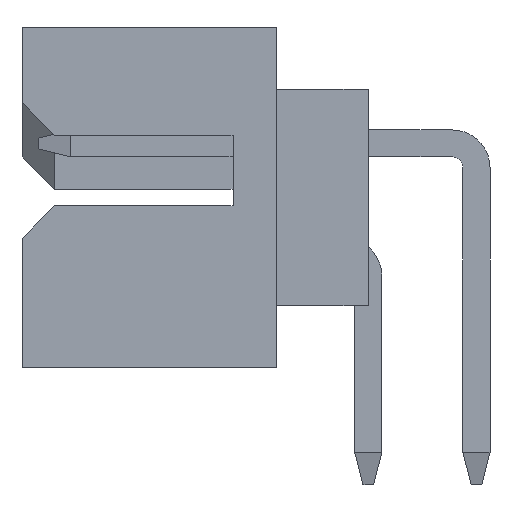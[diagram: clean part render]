
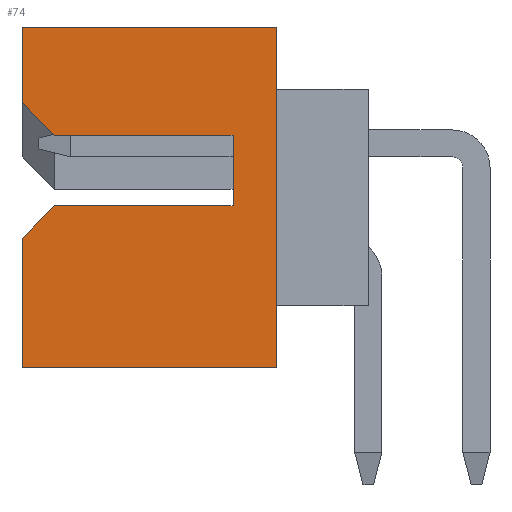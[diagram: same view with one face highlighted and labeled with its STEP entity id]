
A CAD part, left-side view. The second image highlights one B-rep face of the part: STEP entity #74.
In plain terms, the highlighted planar face has unit normal (-1, 0, 0).
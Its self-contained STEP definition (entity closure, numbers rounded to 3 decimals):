
#74=ADVANCED_FACE('',(#427),#428,.T.);
#427=FACE_OUTER_BOUND('',#1125,.T.);
#428=PLANE('',#1126);
#1125=EDGE_LOOP('',(#1828,#1829,#1830,#1831,#1832,#1833,#1834,#1835,#1836,#1837));
#1126=AXIS2_PLACEMENT_3D('',#1838,#1839,#1840);
#1828=ORIENTED_EDGE('',*,*,#4540,.F.);
#1829=ORIENTED_EDGE('',*,*,#4539,.T.);
#1830=ORIENTED_EDGE('',*,*,#4541,.T.);
#1831=ORIENTED_EDGE('',*,*,#4542,.F.);
#1832=ORIENTED_EDGE('',*,*,#4543,.F.);
#1833=ORIENTED_EDGE('',*,*,#4544,.T.);
#1834=ORIENTED_EDGE('',*,*,#4545,.T.);
#1835=ORIENTED_EDGE('',*,*,#4546,.T.);
#1836=ORIENTED_EDGE('',*,*,#4547,.F.);
#1837=ORIENTED_EDGE('',*,*,#4548,.T.);
#1838=CARTESIAN_POINT('',(-6.325,3.2,-3.15));
#1839=DIRECTION('',(-1.0,0.0,0.0));
#1840=DIRECTION('',(0.0,0.0,1.0));
#4539=EDGE_CURVE('',#5448,#5452,#5454,.T.);
#4540=EDGE_CURVE('',#5448,#5455,#5456,.T.);
#4541=EDGE_CURVE('',#5452,#5457,#5458,.T.);
#4542=EDGE_CURVE('',#5459,#5457,#5460,.T.);
#4543=EDGE_CURVE('',#5461,#5459,#5462,.T.);
#4544=EDGE_CURVE('',#5461,#5463,#5464,.T.);
#4545=EDGE_CURVE('',#5463,#5465,#5466,.T.);
#4546=EDGE_CURVE('',#5465,#5467,#5468,.T.);
#4547=EDGE_CURVE('',#5469,#5467,#5470,.T.);
#4548=EDGE_CURVE('',#5469,#5455,#5471,.T.);
#5448=VERTEX_POINT('',#6837);
#5452=VERTEX_POINT('',#6843);
#5454=LINE('',#6846,#6847);
#5455=VERTEX_POINT('',#6848);
#5456=LINE('',#6849,#6850);
#5457=VERTEX_POINT('',#6851);
#5458=LINE('',#6852,#6853);
#5459=VERTEX_POINT('',#6854);
#5460=LINE('',#6855,#6856);
#5461=VERTEX_POINT('',#6857);
#5462=LINE('',#6858,#6859);
#5463=VERTEX_POINT('',#6860);
#5464=LINE('',#6861,#6862);
#5465=VERTEX_POINT('',#6863);
#5466=LINE('',#6864,#6865);
#5467=VERTEX_POINT('',#6866);
#5468=LINE('',#6867,#6868);
#5469=VERTEX_POINT('',#6869);
#5470=LINE('',#6870,#6871);
#5471=LINE('',#6872,#6873);
#6837=CARTESIAN_POINT('',(-6.325,3.2,-3.15));
#6843=CARTESIAN_POINT('',(-6.325,-1.5,-3.15));
#6846=CARTESIAN_POINT('',(-6.325,3.2,-3.15));
#6847=VECTOR('',#9043,4.7);
#6848=CARTESIAN_POINT('',(-6.325,3.2,-0.75));
#6849=CARTESIAN_POINT('',(-6.325,3.2,-3.15));
#6850=VECTOR('',#9044,2.4);
#6851=CARTESIAN_POINT('',(-6.325,-1.5,3.15));
#6852=CARTESIAN_POINT('',(-6.325,-1.5,-3.15));
#6853=VECTOR('',#9045,6.3);
#6854=CARTESIAN_POINT('',(-6.325,3.2,3.15));
#6855=CARTESIAN_POINT('',(-6.325,3.2,3.15));
#6856=VECTOR('',#9046,4.7);
#6857=CARTESIAN_POINT('',(-6.325,3.2,1.75));
#6858=CARTESIAN_POINT('',(-6.325,3.2,1.75));
#6859=VECTOR('',#9047,1.4);
#6860=CARTESIAN_POINT('',(-6.325,2.6,1.15));
#6861=CARTESIAN_POINT('',(-6.325,3.2,1.75));
#6862=VECTOR('',#9048,0.849);
#6863=CARTESIAN_POINT('',(-6.325,-0.7,1.15));
#6864=CARTESIAN_POINT('',(-6.325,2.6,1.15));
#6865=VECTOR('',#9049,3.3);
#6866=CARTESIAN_POINT('',(-6.325,-0.7,-0.15));
#6867=CARTESIAN_POINT('',(-6.325,-0.7,1.15));
#6868=VECTOR('',#9050,1.3);
#6869=CARTESIAN_POINT('',(-6.325,2.6,-0.15));
#6870=CARTESIAN_POINT('',(-6.325,2.6,-0.15));
#6871=VECTOR('',#9051,3.3);
#6872=CARTESIAN_POINT('',(-6.325,2.6,-0.15));
#6873=VECTOR('',#9052,0.849);
#9043=DIRECTION('',(0.0,-1.0,0.0));
#9044=DIRECTION('',(0.0,0.0,1.0));
#9045=DIRECTION('',(0.0,0.0,1.0));
#9046=DIRECTION('',(0.0,-1.0,0.0));
#9047=DIRECTION('',(0.0,0.0,1.0));
#9048=DIRECTION('',(0.0,-0.707,-0.707));
#9049=DIRECTION('',(0.0,-1.0,0.0));
#9050=DIRECTION('',(0.0,0.0,-1.0));
#9051=DIRECTION('',(0.0,-1.0,0.0));
#9052=DIRECTION('',(0.0,0.707,-0.707));
